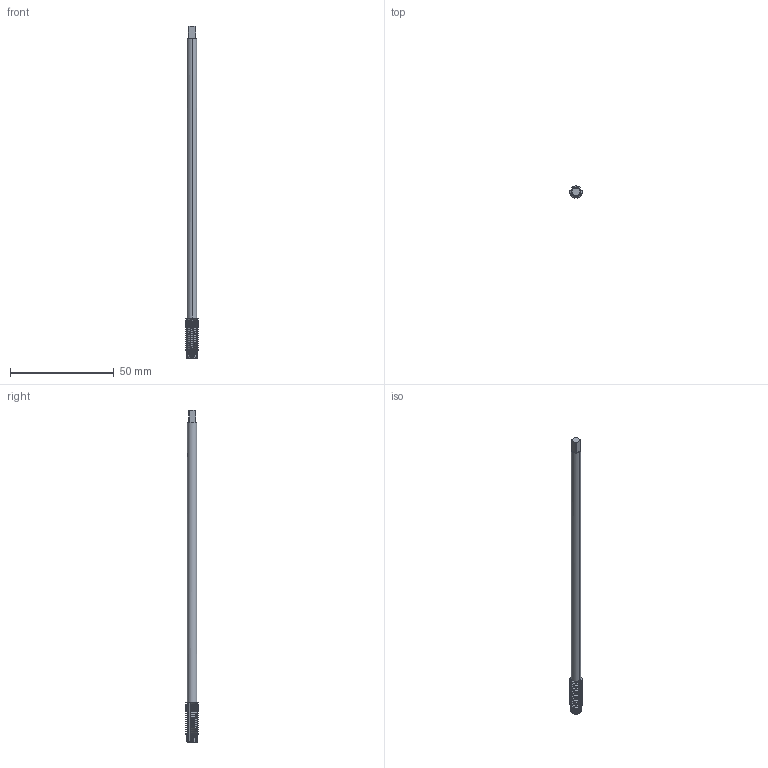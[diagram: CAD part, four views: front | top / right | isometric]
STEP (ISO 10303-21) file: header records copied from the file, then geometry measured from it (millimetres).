
FILE_DESCRIPTION(('no description'),'unknown implementation level');
FILE_NAME('solid5x4ClCu36JMTO4Bk7S7qBAtAawY_1.STP',' ',('CIM GmbH Aachen'),('CADClick - KiM GmbH - www.kimweb.de'),'unknown preprocess','ACIS','unknown authorization');
FILE_SCHEMA(('automotive_design'));
Length unit declared in the file: millimetre
Products named in the file (2): 1; 2
Bounding box: 6 x 5.87 x 160 mm (x, y, z)
Volume: 2622.5 mm3; surface area: 3062 mm2
Topology: 2 solids, 2 shells, 418 faces, 1158 edges, 744 vertices
Faces by surface type: cone 220, cylinder 175, plane 17, torus 6
Entity records: 27871 total; most frequent: CARTESIAN_POINT 4445, STYLED_ITEM 2322, PRESENTATION_STYLE_ASSIGNMENT 2322, COLOUR_RGB 2322, ORIENTED_EDGE 2316, DIRECTION 2189, EDGE_CURVE 1158, CURVE_STYLE 1158
